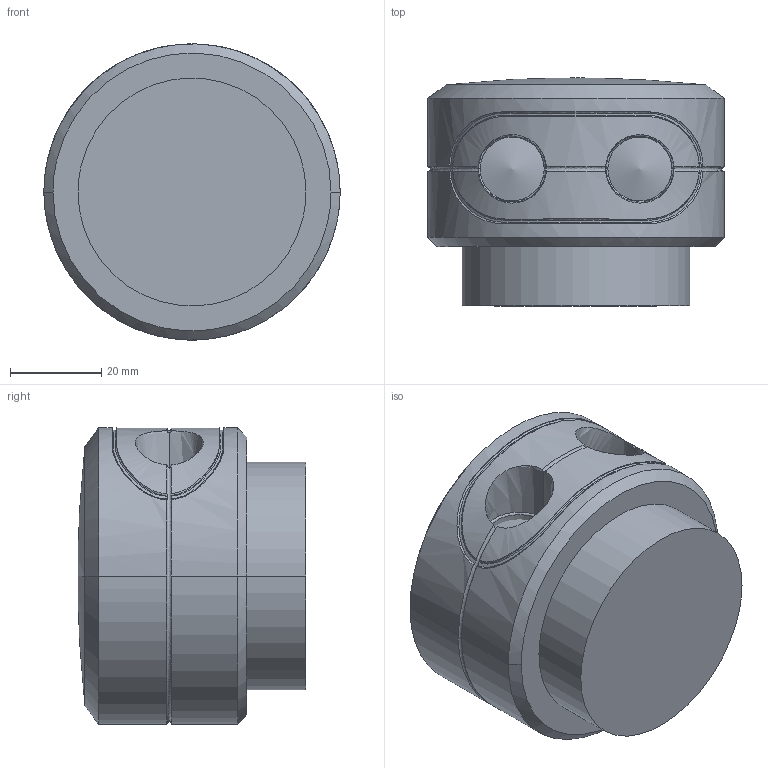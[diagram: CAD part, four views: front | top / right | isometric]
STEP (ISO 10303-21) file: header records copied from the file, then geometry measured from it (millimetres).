
FILE_DESCRIPTION(/* description */ (''),/* implementation_level */ '2;1');
FILE_NAME(/* name */ 'SCANNI~1',/* time_stamp */ '2016-03-07T14:55:50+01:00',/* author */ (''),/* organization */ (''),/* preprocessor_version */ 'ST-DEVELOPER v14',/* originating_system */ '',/* authorisation */ '');
FILE_SCHEMA (('CONFIG_CONTROL_DESIGN'));
Length unit declared in the file: millimetre
Products named in the file (1): Document
Bounding box: 65 x 50 x 64.99 mm (x, y, z)
Volume: 26344.7 mm3; surface area: 23715.5 mm2
Topology: 5 solids, 7 shells, 78 faces, 181 edges, 113 vertices
Faces by surface type: bspline 61, plane 17
Entity records: 4290 total; most frequent: CARTESIAN_POINT 3178, ORIENTED_EDGE 354, EDGE_CURVE 179, VERTEX_POINT 113, EDGE_LOOP 82, ADVANCED_FACE 78, FACE_OUTER_BOUND 78, B_SPLINE_CURVE_WITH_KNOTS 62
